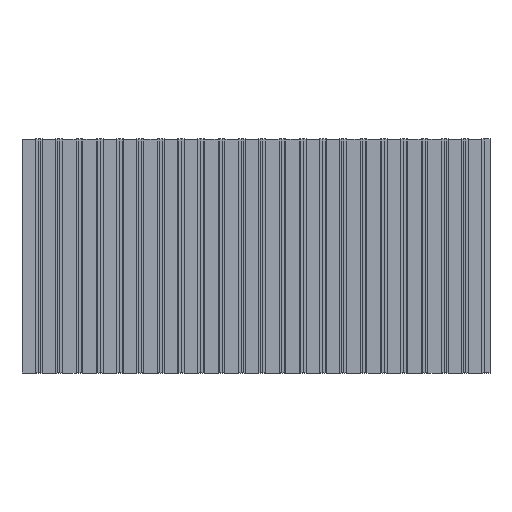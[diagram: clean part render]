
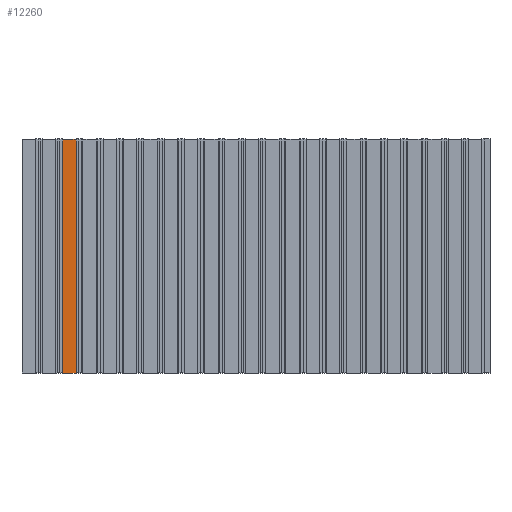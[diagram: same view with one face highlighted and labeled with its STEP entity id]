
A CAD part, top view. The second image highlights one B-rep face of the part: STEP entity #12260.
In plain terms, the highlighted planar face has unit normal (0, 0, 1).
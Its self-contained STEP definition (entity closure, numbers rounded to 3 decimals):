
#44 = PLANE('',#45);
#45 = AXIS2_PLACEMENT_3D('',#46,#47,#48);
#46 = CARTESIAN_POINT('',(-172.972,-86.486,47.5));
#47 = DIRECTION('',(0.,1.,0.));
#48 = DIRECTION('',(0.,0.,1.));
#100 = PLANE('',#101);
#101 = AXIS2_PLACEMENT_3D('',#102,#103,#104);
#102 = CARTESIAN_POINT('',(-172.972,86.486,47.5));
#103 = DIRECTION('',(0.,1.,0.));
#104 = DIRECTION('',(0.,0.,1.));
#665 = VERTEX_POINT('',#666);
#666 = CARTESIAN_POINT('',(-142.972,-86.486,50.));
#680 = PLANE('',#681);
#681 = AXIS2_PLACEMENT_3D('',#682,#683,#684);
#682 = CARTESIAN_POINT('',(-142.972,-86.486,50.));
#683 = DIRECTION('',(1.,0.,0.));
#684 = DIRECTION('',(0.,0.,1.));
#692 = EDGE_CURVE('',#665,#693,#695,.T.);
#693 = VERTEX_POINT('',#694);
#694 = CARTESIAN_POINT('',(-132.972,-86.486,50.));
#695 = SURFACE_CURVE('',#696,(#700,#707),.PCURVE_S1.);
#696 = LINE('',#697,#698);
#697 = CARTESIAN_POINT('',(-142.972,-86.486,50.));
#698 = VECTOR('',#699,1.);
#699 = DIRECTION('',(1.,0.,0.));
#700 = PCURVE('',#44,#701);
#701 = DEFINITIONAL_REPRESENTATION('',(#702),#706);
#702 = LINE('',#703,#704);
#703 = CARTESIAN_POINT('',(2.5,30.));
#704 = VECTOR('',#705,1.);
#705 = DIRECTION('',(0.,1.));
#706 = ( GEOMETRIC_REPRESENTATION_CONTEXT(2) 
PARAMETRIC_REPRESENTATION_CONTEXT() REPRESENTATION_CONTEXT('2D SPACE',''
  ) );
#707 = PCURVE('',#708,#713);
#708 = PLANE('',#709);
#709 = AXIS2_PLACEMENT_3D('',#710,#711,#712);
#710 = CARTESIAN_POINT('',(-142.972,-86.486,50.));
#711 = DIRECTION('',(0.,0.,1.));
#712 = DIRECTION('',(1.,0.,0.));
#713 = DEFINITIONAL_REPRESENTATION('',(#714),#718);
#714 = LINE('',#715,#716);
#715 = CARTESIAN_POINT('',(0.,0.));
#716 = VECTOR('',#717,1.);
#717 = DIRECTION('',(1.,0.));
#718 = ( GEOMETRIC_REPRESENTATION_CONTEXT(2) 
PARAMETRIC_REPRESENTATION_CONTEXT() REPRESENTATION_CONTEXT('2D SPACE',''
  ) );
#736 = PLANE('',#737);
#737 = AXIS2_PLACEMENT_3D('',#738,#739,#740);
#738 = CARTESIAN_POINT('',(-132.972,-86.486,51.5));
#739 = DIRECTION('',(1.,0.,0.));
#740 = DIRECTION('',(0.,0.,1.));
#5723 = VERTEX_POINT('',#5724);
#5724 = CARTESIAN_POINT('',(-142.972,86.486,50.));
#5745 = EDGE_CURVE('',#5723,#5746,#5748,.T.);
#5746 = VERTEX_POINT('',#5747);
#5747 = CARTESIAN_POINT('',(-132.972,86.486,50.));
#5748 = SURFACE_CURVE('',#5749,(#5753,#5760),.PCURVE_S1.);
#5749 = LINE('',#5750,#5751);
#5750 = CARTESIAN_POINT('',(-142.972,86.486,50.));
#5751 = VECTOR('',#5752,1.);
#5752 = DIRECTION('',(1.,0.,0.));
#5753 = PCURVE('',#100,#5754);
#5754 = DEFINITIONAL_REPRESENTATION('',(#5755),#5759);
#5755 = LINE('',#5756,#5757);
#5756 = CARTESIAN_POINT('',(2.5,30.));
#5757 = VECTOR('',#5758,1.);
#5758 = DIRECTION('',(0.,1.));
#5759 = ( GEOMETRIC_REPRESENTATION_CONTEXT(2) 
PARAMETRIC_REPRESENTATION_CONTEXT() REPRESENTATION_CONTEXT('2D SPACE',''
  ) );
#5760 = PCURVE('',#708,#5761);
#5761 = DEFINITIONAL_REPRESENTATION('',(#5762),#5766);
#5762 = LINE('',#5763,#5764);
#5763 = CARTESIAN_POINT('',(0.,172.972));
#5764 = VECTOR('',#5765,1.);
#5765 = DIRECTION('',(1.,0.));
#5766 = ( GEOMETRIC_REPRESENTATION_CONTEXT(2) 
PARAMETRIC_REPRESENTATION_CONTEXT() REPRESENTATION_CONTEXT('2D SPACE',''
  ) );
#12238 = EDGE_CURVE('',#665,#5723,#12239,.T.);
#12239 = SURFACE_CURVE('',#12240,(#12244,#12251),.PCURVE_S1.);
#12240 = LINE('',#12241,#12242);
#12241 = CARTESIAN_POINT('',(-142.972,-86.486,50.));
#12242 = VECTOR('',#12243,1.);
#12243 = DIRECTION('',(0.,1.,0.));
#12244 = PCURVE('',#680,#12245);
#12245 = DEFINITIONAL_REPRESENTATION('',(#12246),#12250);
#12246 = LINE('',#12247,#12248);
#12247 = CARTESIAN_POINT('',(0.,0.));
#12248 = VECTOR('',#12249,1.);
#12249 = DIRECTION('',(0.,-1.));
#12250 = ( GEOMETRIC_REPRESENTATION_CONTEXT(2) 
PARAMETRIC_REPRESENTATION_CONTEXT() REPRESENTATION_CONTEXT('2D SPACE',''
  ) );
#12251 = PCURVE('',#708,#12252);
#12252 = DEFINITIONAL_REPRESENTATION('',(#12253),#12257);
#12253 = LINE('',#12254,#12255);
#12254 = CARTESIAN_POINT('',(0.,0.));
#12255 = VECTOR('',#12256,1.);
#12256 = DIRECTION('',(0.,1.));
#12257 = ( GEOMETRIC_REPRESENTATION_CONTEXT(2) 
PARAMETRIC_REPRESENTATION_CONTEXT() REPRESENTATION_CONTEXT('2D SPACE',''
  ) );
#12260 = ADVANCED_FACE('',(#12261),#708,.T.);
#12261 = FACE_BOUND('',#12262,.T.);
#12262 = EDGE_LOOP('',(#12263,#12264,#12265,#12286));
#12263 = ORIENTED_EDGE('',*,*,#12238,.F.);
#12264 = ORIENTED_EDGE('',*,*,#692,.T.);
#12265 = ORIENTED_EDGE('',*,*,#12266,.T.);
#12266 = EDGE_CURVE('',#693,#5746,#12267,.T.);
#12267 = SURFACE_CURVE('',#12268,(#12272,#12279),.PCURVE_S1.);
#12268 = LINE('',#12269,#12270);
#12269 = CARTESIAN_POINT('',(-132.972,-86.486,50.));
#12270 = VECTOR('',#12271,1.);
#12271 = DIRECTION('',(0.,1.,0.));
#12272 = PCURVE('',#708,#12273);
#12273 = DEFINITIONAL_REPRESENTATION('',(#12274),#12278);
#12274 = LINE('',#12275,#12276);
#12275 = CARTESIAN_POINT('',(10.,0.));
#12276 = VECTOR('',#12277,1.);
#12277 = DIRECTION('',(0.,1.));
#12278 = ( GEOMETRIC_REPRESENTATION_CONTEXT(2) 
PARAMETRIC_REPRESENTATION_CONTEXT() REPRESENTATION_CONTEXT('2D SPACE',''
  ) );
#12279 = PCURVE('',#736,#12280);
#12280 = DEFINITIONAL_REPRESENTATION('',(#12281),#12285);
#12281 = LINE('',#12282,#12283);
#12282 = CARTESIAN_POINT('',(-1.5,0.));
#12283 = VECTOR('',#12284,1.);
#12284 = DIRECTION('',(0.,-1.));
#12285 = ( GEOMETRIC_REPRESENTATION_CONTEXT(2) 
PARAMETRIC_REPRESENTATION_CONTEXT() REPRESENTATION_CONTEXT('2D SPACE',''
  ) );
#12286 = ORIENTED_EDGE('',*,*,#5745,.F.);
